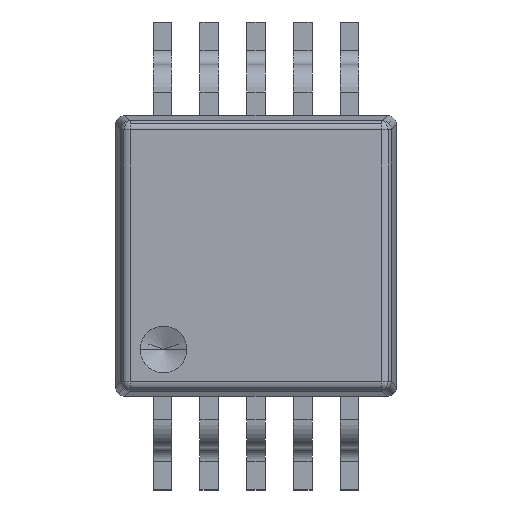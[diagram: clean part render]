
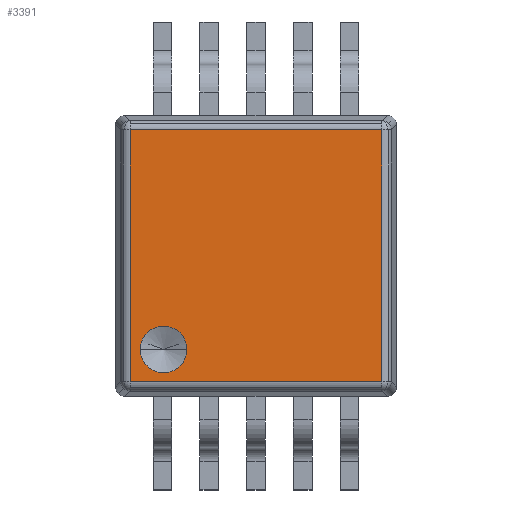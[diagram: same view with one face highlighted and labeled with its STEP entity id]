
A CAD part, top view. The second image highlights one B-rep face of the part: STEP entity #3391.
In plain terms, the highlighted planar face has unit normal (0, 0, 1).
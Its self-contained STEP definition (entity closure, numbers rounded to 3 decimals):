
#97 = DIRECTION ( 'NONE',  ( -1., 0., 0. ) ) ;
#158 = ORIENTED_EDGE ( 'NONE', *, *, #2063, .T. ) ;
#187 = CARTESIAN_POINT ( 'NONE',  ( 0.14, 1.62, 4.2 ) ) ;
#312 = FACE_BOUND ( 'NONE', #5159, .T. ) ;
#342 = LINE ( 'NONE', #2175, #1157 ) ;
#517 = DIRECTION ( 'NONE',  ( 0., 0., -1. ) ) ;
#624 = ORIENTED_EDGE ( 'NONE', *, *, #3479, .F. ) ;
#768 = CIRCLE ( 'NONE', #3259, 0.25 ) ;
#771 = ORIENTED_EDGE ( 'NONE', *, *, #4882, .F. ) ;
#877 = DIRECTION ( 'NONE',  ( 0., 1., 0. ) ) ;
#975 = VECTOR ( 'NONE', #1244, 1000. ) ;
#1052 = CARTESIAN_POINT ( 'NONE',  ( -0.235, 0.274, 4.2 ) ) ;
#1061 = VERTEX_POINT ( 'NONE', #3805 ) ;
#1088 = LINE ( 'NONE', #1052, #2242 ) ;
#1157 = VECTOR ( 'NONE', #877, 1000. ) ;
#1229 = LINE ( 'NONE', #3049, #3858 ) ;
#1244 = DIRECTION ( 'NONE',  ( 0., -1., 0. ) ) ;
#1360 = CARTESIAN_POINT ( 'NONE',  ( -0.847, 0.62, 4.2 ) ) ;
#1449 = CIRCLE ( 'NONE', #2598, 0.25 ) ;
#1835 = AXIS2_PLACEMENT_3D ( 'NONE', #187, #5756, #4430 ) ;
#1947 = VERTEX_POINT ( 'NONE', #4877 ) ;
#2023 = FACE_OUTER_BOUND ( 'NONE', #4742, .T. ) ;
#2059 = ORIENTED_EDGE ( 'NONE', *, *, #3405, .F. ) ;
#2063 = EDGE_CURVE ( 'NONE', #4527, #1061, #768, .T. ) ;
#2175 = CARTESIAN_POINT ( 'NONE',  ( -1.206, 1.995, 4.2 ) ) ;
#2242 = VECTOR ( 'NONE', #97, 1000. ) ;
#2286 = ORIENTED_EDGE ( 'NONE', *, *, #3957, .T. ) ;
#2362 = VERTEX_POINT ( 'NONE', #5919 ) ;
#2598 = AXIS2_PLACEMENT_3D ( 'NONE', #3570, #5421, #3122 ) ;
#3049 = CARTESIAN_POINT ( 'NONE',  ( 0.515, 2.966, 4.2 ) ) ;
#3122 = DIRECTION ( 'NONE',  ( 1., 0., 0. ) ) ;
#3259 = AXIS2_PLACEMENT_3D ( 'NONE', #1360, #517, #4177 ) ;
#3391 = ADVANCED_FACE ( 'NONE', ( #312, #2023 ), #5241, .T. ) ;
#3405 = EDGE_CURVE ( 'NONE', #1947, #3587, #5308, .T. ) ;
#3479 = EDGE_CURVE ( 'NONE', #4473, #2362, #342, .T. ) ;
#3570 = CARTESIAN_POINT ( 'NONE',  ( -0.847, 0.62, 4.2 ) ) ;
#3587 = VERTEX_POINT ( 'NONE', #4574 ) ;
#3646 = ORIENTED_EDGE ( 'NONE', *, *, #5483, .F. ) ;
#3805 = CARTESIAN_POINT ( 'NONE',  ( -1.097, 0.62, 4.2 ) ) ;
#3858 = VECTOR ( 'NONE', #4896, 1000. ) ;
#3877 = CARTESIAN_POINT ( 'NONE',  ( 1.486, 1.245, 4.2 ) ) ;
#3957 = EDGE_CURVE ( 'NONE', #1061, #4527, #1449, .T. ) ;
#4177 = DIRECTION ( 'NONE',  ( 1., 0., 0. ) ) ;
#4430 = DIRECTION ( 'NONE',  ( 1., 0., 0. ) ) ;
#4473 = VERTEX_POINT ( 'NONE', #5871 ) ;
#4527 = VERTEX_POINT ( 'NONE', #4606 ) ;
#4574 = CARTESIAN_POINT ( 'NONE',  ( 1.486, 0.274, 4.2 ) ) ;
#4606 = CARTESIAN_POINT ( 'NONE',  ( -0.597, 0.62, 4.2 ) ) ;
#4742 = EDGE_LOOP ( 'NONE', ( #624, #3646, #2059, #771 ) ) ;
#4877 = CARTESIAN_POINT ( 'NONE',  ( 1.486, 2.966, 4.2 ) ) ;
#4882 = EDGE_CURVE ( 'NONE', #2362, #1947, #1229, .T. ) ;
#4896 = DIRECTION ( 'NONE',  ( 1., 0., 0. ) ) ;
#5159 = EDGE_LOOP ( 'NONE', ( #158, #2286 ) ) ;
#5241 = PLANE ( 'NONE',  #1835 ) ;
#5308 = LINE ( 'NONE', #3877, #975 ) ;
#5421 = DIRECTION ( 'NONE',  ( 0., 0., -1. ) ) ;
#5483 = EDGE_CURVE ( 'NONE', #3587, #4473, #1088, .T. ) ;
#5756 = DIRECTION ( 'NONE',  ( 0., 0., 1. ) ) ;
#5871 = CARTESIAN_POINT ( 'NONE',  ( -1.206, 0.274, 4.2 ) ) ;
#5919 = CARTESIAN_POINT ( 'NONE',  ( -1.206, 2.966, 4.2 ) ) ;
